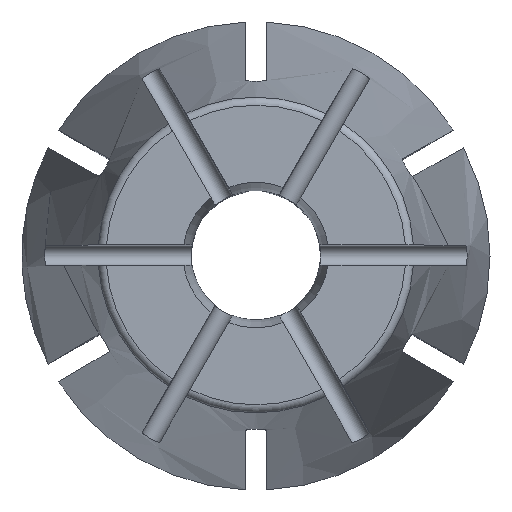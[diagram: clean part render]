
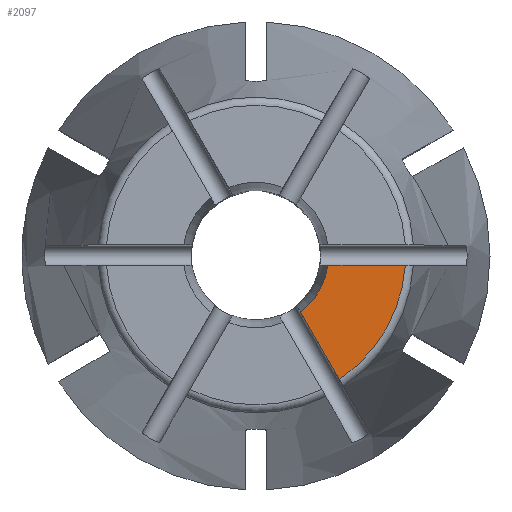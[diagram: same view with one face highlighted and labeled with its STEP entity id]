
A CAD part, top view. The second image highlights one B-rep face of the part: STEP entity #2097.
In plain terms, the highlighted planar face has unit normal (0, 0, 1).
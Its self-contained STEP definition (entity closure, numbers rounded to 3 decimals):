
#88=CIRCLE('',#2245,3.679);
#89=CIRCLE('',#2247,1.788);
#179=PLANE('',#2246);
#260=LINE('',#3275,#380);
#261=LINE('',#3277,#381);
#380=VECTOR('',#2538,1000.);
#381=VECTOR('',#2539,1000.);
#554=ORIENTED_EDGE('',*,*,#1231,.F.);
#555=ORIENTED_EDGE('',*,*,#1230,.T.);
#556=ORIENTED_EDGE('',*,*,#1232,.T.);
#557=ORIENTED_EDGE('',*,*,#1233,.F.);
#1230=EDGE_CURVE('',#1564,#1566,#88,.T.);
#1231=EDGE_CURVE('',#1564,#1567,#260,.T.);
#1232=EDGE_CURVE('',#1566,#1568,#261,.T.);
#1233=EDGE_CURVE('',#1567,#1568,#89,.T.);
#1564=VERTEX_POINT('',#3265);
#1566=VERTEX_POINT('',#3272);
#1567=VERTEX_POINT('',#3276);
#1568=VERTEX_POINT('',#3278);
#1843=EDGE_LOOP('',(#554,#555,#556,#557));
#1961=FACE_BOUND('',#1843,.T.);
#2097=ADVANCED_FACE('',(#1961),#179,.F.);
#2245=AXIS2_PLACEMENT_3D('',#3273,#2534,#2535);
#2246=AXIS2_PLACEMENT_3D('',#3274,#2536,#2537);
#2247=AXIS2_PLACEMENT_3D('',#3279,#2540,#2541);
#2534=DIRECTION('',(0.,0.,1.));
#2535=DIRECTION('',(1.,0.,0.));
#2536=DIRECTION('',(0.,0.,-1.));
#2537=DIRECTION('',(-1.,0.,0.));
#2538=DIRECTION('',(-0.5,0.866,0.));
#2539=DIRECTION('',(-1.,0.,0.));
#2540=DIRECTION('',(0.,0.,1.));
#2541=DIRECTION('',(1.,0.,0.));
#3265=CARTESIAN_POINT('',(2.052,-3.054,13.5));
#3272=CARTESIAN_POINT('',(3.67,-0.25,13.5));
#3273=CARTESIAN_POINT('',(0.,0.,13.5));
#3274=CARTESIAN_POINT('',(3.679,0.,13.5));
#3275=CARTESIAN_POINT('',(2.81,-4.368,13.5));
#3276=CARTESIAN_POINT('',(1.101,-1.408,13.5));
#3277=CARTESIAN_POINT('',(5.188,-0.25,13.5));
#3278=CARTESIAN_POINT('',(1.77,-0.25,13.5));
#3279=CARTESIAN_POINT('',(0.,0.,13.5));
